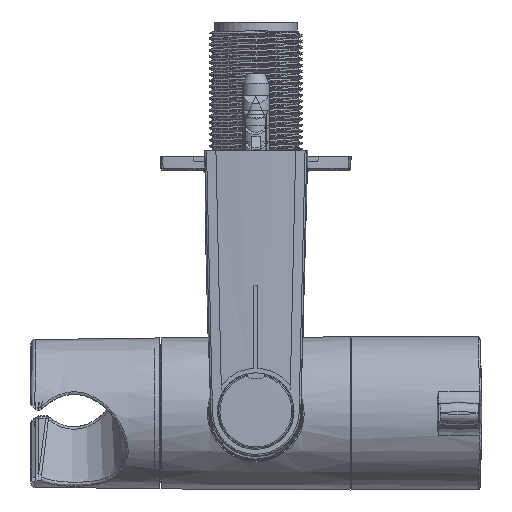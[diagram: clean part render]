
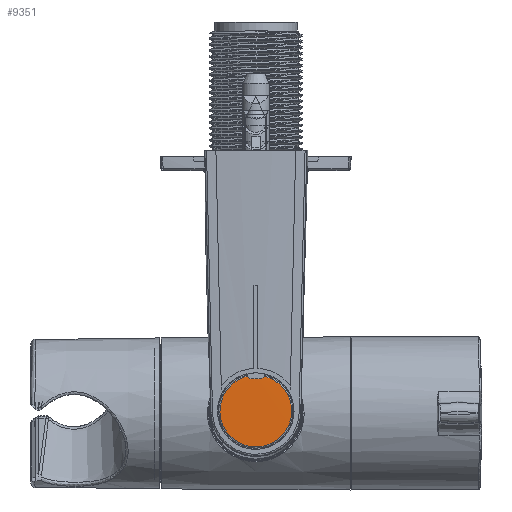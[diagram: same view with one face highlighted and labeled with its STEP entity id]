
A CAD part, top view. The second image highlights one B-rep face of the part: STEP entity #9351.
In plain terms, the highlighted spherical face has radius 150 mm.
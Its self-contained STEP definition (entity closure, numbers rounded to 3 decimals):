
#28=SPHERICAL_SURFACE('',#10028,150.);
#134=B_SPLINE_CURVE_WITH_KNOTS('',3,(#13251,#13252,#13253,#13254,#13255,
#13256,#13257,#13258,#13259),.UNSPECIFIED.,.F.,.F.,(4,1,1,1,1,1,4),(0.,
0.167,0.333,0.5,0.667,0.833,1.),
 .QUASI_UNIFORM_KNOTS.);
#135=B_SPLINE_CURVE_WITH_KNOTS('',3,(#13264,#13265,#13266,#13267,#13268,
#13269,#13270,#13271,#13272,#13273,#13274),.UNSPECIFIED.,.F.,.F.,(4,1,1,
1,1,1,1,1,4),(0.,0.176,0.347,0.453,0.52,
0.587,0.693,0.864,1.),.UNSPECIFIED.);
#2545=ORIENTED_EDGE('',*,*,#5274,.T.);
#2546=ORIENTED_EDGE('',*,*,#5275,.T.);
#2547=ORIENTED_EDGE('',*,*,#5276,.T.);
#2548=ORIENTED_EDGE('',*,*,#5277,.T.);
#5274=EDGE_CURVE('B_SPLINE',#7574,#7575,#134,.T.);
#5275=EDGE_CURVE('     ARC',#7575,#7576,#6822,.T.);
#5276=EDGE_CURVE('B_SPLINE',#7576,#7577,#135,.T.);
#5277=EDGE_CURVE('     ARC',#7577,#7574,#6823,.T.);
#6822=CIRCLE('',#10029,150.);
#6823=CIRCLE('',#10030,7.982);
#7103=EDGE_LOOP('',(#2545,#2546,#2547,#2548));
#7574=VERTEX_POINT('',#13260);
#7575=VERTEX_POINT('',#13261);
#7576=VERTEX_POINT('',#13263);
#7577=VERTEX_POINT('',#13275);
#8986=FACE_BOUND('',#7103,.T.);
#9351=ADVANCED_FACE('    FACE',(#8986),#28,.T.);
#10028=AXIS2_PLACEMENT_3D('',#13250,#10876,#10877);
#10029=AXIS2_PLACEMENT_3D('',#13262,#10878,#10879);
#10030=AXIS2_PLACEMENT_3D('',#13276,#10880,#10881);
#10876=DIRECTION('',(1.,0.,0.));
#10877=DIRECTION('',(0.,0.,-1.));
#10878=DIRECTION('',(0.,-0.999,0.048));
#10879=DIRECTION('',(0.009,0.048,0.999));
#10880=DIRECTION('',(0.,0.,1.));
#10881=DIRECTION('',(-0.24,0.971,0.));
#13250=CARTESIAN_POINT('',(0.,0.,300.15));
#13251=CARTESIAN_POINT('',(1.915,7.749,449.937));
#13252=CARTESIAN_POINT('',(1.91,7.7,449.94));
#13253=CARTESIAN_POINT('',(1.887,7.605,449.945));
#13254=CARTESIAN_POINT('',(1.82,7.474,449.953));
#13255=CARTESIAN_POINT('',(1.723,7.363,449.959));
#13256=CARTESIAN_POINT('',(1.602,7.279,449.965));
#13257=CARTESIAN_POINT('',(1.464,7.227,449.969));
#13258=CARTESIAN_POINT('',(1.368,7.214,449.97));
#13259=CARTESIAN_POINT('',(1.318,7.214,449.971));
#13260=CARTESIAN_POINT('',(1.915,7.749,449.937));
#13261=CARTESIAN_POINT('',(1.318,7.214,449.971));
#13262=CARTESIAN_POINT('',(0.,0.,300.15));
#13263=CARTESIAN_POINT('',(-1.318,7.214,449.971));
#13264=CARTESIAN_POINT('',(-1.318,7.214,449.971));
#13265=CARTESIAN_POINT('',(-1.369,7.214,449.97));
#13266=CARTESIAN_POINT('',(-1.472,7.228,449.969));
#13267=CARTESIAN_POINT('',(-1.595,7.277,449.965));
#13268=CARTESIAN_POINT('',(-1.68,7.333,449.961));
#13269=CARTESIAN_POINT('',(-1.733,7.379,449.958));
#13270=CARTESIAN_POINT('',(-1.781,7.43,449.955));
#13271=CARTESIAN_POINT('',(-1.841,7.511,449.951));
#13272=CARTESIAN_POINT('',(-1.892,7.621,449.944));
#13273=CARTESIAN_POINT('',(-1.911,7.71,449.94));
#13274=CARTESIAN_POINT('',(-1.915,7.749,449.937));
#13275=CARTESIAN_POINT('',(-1.915,7.749,449.937));
#13276=CARTESIAN_POINT('',(0.,0.,449.937));
